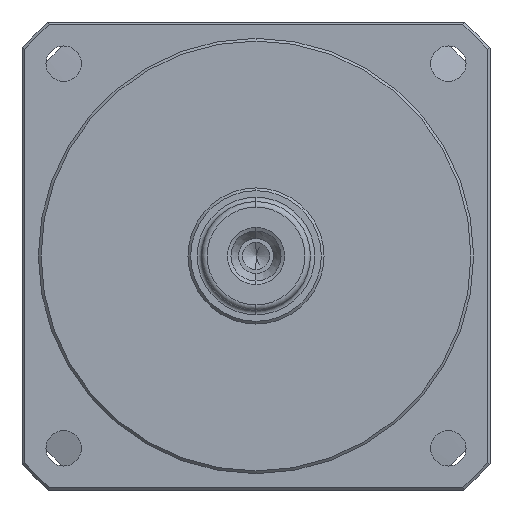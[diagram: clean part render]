
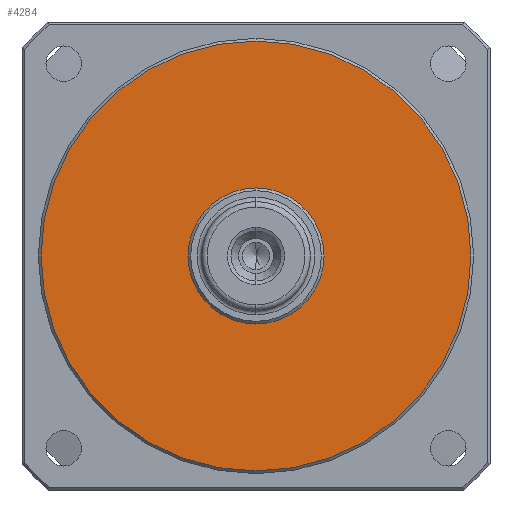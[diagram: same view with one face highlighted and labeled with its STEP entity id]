
A CAD part, left-side view. The second image highlights one B-rep face of the part: STEP entity #4284.
In plain terms, the highlighted planar face has unit normal (-1, 0, 0).
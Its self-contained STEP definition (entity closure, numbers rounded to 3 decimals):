
#224 = AXIS2_PLACEMENT_3D ( 'NONE', #5136, #2522, #6544 ) ;
#395 = DIRECTION ( 'NONE',  ( 0., 0., -1. ) ) ;
#433 = DIRECTION ( 'NONE',  ( -1., 0., 0. ) ) ;
#513 = CARTESIAN_POINT ( 'NONE',  ( 38., 12.5, 0. ) ) ;
#564 = VERTEX_POINT ( 'NONE', #2098 ) ;
#632 = CIRCLE ( 'NONE', #5400, 39.5 ) ;
#1041 = CIRCLE ( 'NONE', #224, 39.5 ) ;
#1199 = ORIENTED_EDGE ( 'NONE', *, *, #3346, .F. ) ;
#1528 = VERTEX_POINT ( 'NONE', #5445 ) ;
#1687 = ORIENTED_EDGE ( 'NONE', *, *, #5409, .F. ) ;
#1707 = CIRCLE ( 'NONE', #2755, 12.5 ) ;
#1980 = ORIENTED_EDGE ( 'NONE', *, *, #3156, .T. ) ;
#2032 = AXIS2_PLACEMENT_3D ( 'NONE', #513, #3708, #395 ) ;
#2077 = EDGE_LOOP ( 'NONE', ( #1687, #1199 ) ) ;
#2098 = CARTESIAN_POINT ( 'NONE',  ( 38., 0., -12.5 ) ) ;
#2187 = CARTESIAN_POINT ( 'NONE',  ( 38., 0., 0. ) ) ;
#2522 = DIRECTION ( 'NONE',  ( -1., 0., 0. ) ) ;
#2711 = CARTESIAN_POINT ( 'NONE',  ( 38., 0., 39.5 ) ) ;
#2755 = AXIS2_PLACEMENT_3D ( 'NONE', #2187, #433, #4865 ) ;
#3014 = CARTESIAN_POINT ( 'NONE',  ( 38., 0., -39.5 ) ) ;
#3156 = EDGE_CURVE ( 'NONE', #3355, #4933, #1041, .T. ) ;
#3331 = EDGE_CURVE ( 'NONE', #4933, #3355, #632, .T. ) ;
#3344 = DIRECTION ( 'NONE',  ( -1., 0., 0. ) ) ;
#3346 = EDGE_CURVE ( 'NONE', #564, #1528, #1707, .T. ) ;
#3355 = VERTEX_POINT ( 'NONE', #3014 ) ;
#3708 = DIRECTION ( 'NONE',  ( 1., 0., 0. ) ) ;
#3936 = DIRECTION ( 'NONE',  ( 0., 0., 1. ) ) ;
#3954 = ORIENTED_EDGE ( 'NONE', *, *, #3331, .T. ) ;
#4284 = ADVANCED_FACE ( 'NONE', ( #7646, #5686 ), #4908, .F. ) ;
#4615 = EDGE_LOOP ( 'NONE', ( #1980, #3954 ) ) ;
#4665 = CARTESIAN_POINT ( 'NONE',  ( 38., 0., 0. ) ) ;
#4865 = DIRECTION ( 'NONE',  ( 0., 0., 1. ) ) ;
#4908 = PLANE ( 'NONE',  #2032 ) ;
#4933 = VERTEX_POINT ( 'NONE', #2711 ) ;
#5136 = CARTESIAN_POINT ( 'NONE',  ( 38., 0., 0. ) ) ;
#5151 = AXIS2_PLACEMENT_3D ( 'NONE', #4665, #3344, #3936 ) ;
#5400 = AXIS2_PLACEMENT_3D ( 'NONE', #6079, #5955, #7396 ) ;
#5409 = EDGE_CURVE ( 'NONE', #1528, #564, #6266, .T. ) ;
#5445 = CARTESIAN_POINT ( 'NONE',  ( 38., 0., 12.5 ) ) ;
#5686 = FACE_OUTER_BOUND ( 'NONE', #4615, .T. ) ;
#5955 = DIRECTION ( 'NONE',  ( -1., 0., 0. ) ) ;
#6079 = CARTESIAN_POINT ( 'NONE',  ( 38., 0., 0. ) ) ;
#6266 = CIRCLE ( 'NONE', #5151, 12.5 ) ;
#6544 = DIRECTION ( 'NONE',  ( 0., 0., 1. ) ) ;
#7396 = DIRECTION ( 'NONE',  ( 0., 0., 1. ) ) ;
#7646 = FACE_BOUND ( 'NONE', #2077, .T. ) ;
